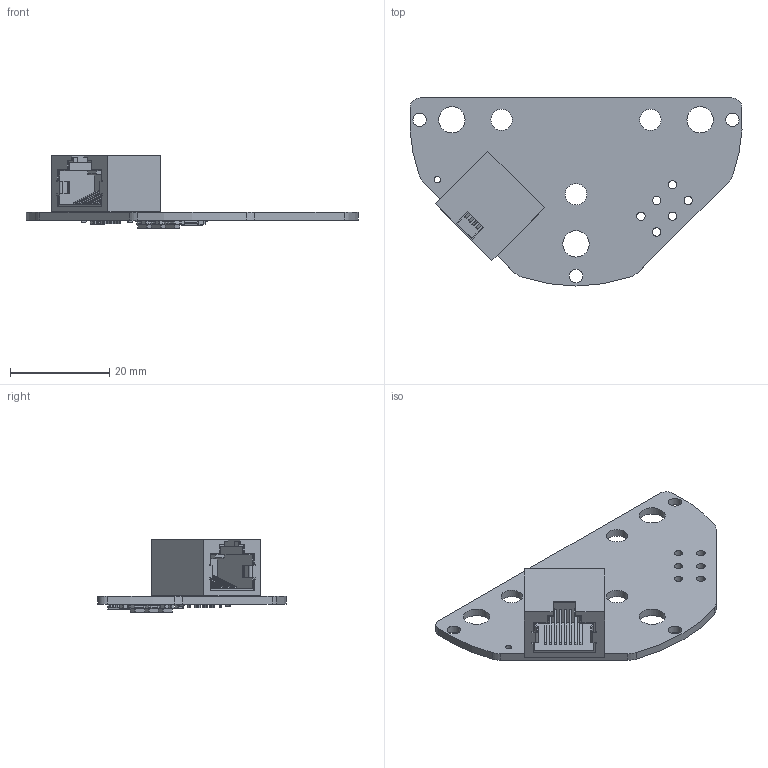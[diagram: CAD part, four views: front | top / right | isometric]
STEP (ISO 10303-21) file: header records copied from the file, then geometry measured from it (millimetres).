
FILE_DESCRIPTION(('KiCad electronic assembly'),'2;1');
FILE_NAME('motor-encoder-pcb.step','2021-09-07T11:45:42',('An Author'),( 'A Company'),'Open CASCADE STEP processor 6.9', 'KiCad to STEP converter','Unknown');
FILE_SCHEMA(('AUTOMOTIVE_DESIGN { 1 0 10303 214 1 1 1 1 }'));
Length unit declared in the file: millimetre
Products named in the file (10): Open CASCADE STEP translator 6.9 1; 1734795-1; SOLID; c_0603_1608metric; tssop-14_4.4x5mm_p0.65mm; sot-23-6; COMPOUND
Assembly tree (19 placements, depth 3):
  Open CASCADE STEP translator 6.9 1
    1734795-1
      SOLID
    c_0603_1608metric  x9
      SOLID
    tssop-14_4.4x5mm_p0.65mm
      SOLID
    sot-23-6  x3
      SOLID
    COMPOUND
Bounding box: 66.87 x 37.9 x 14.55 mm (x, y, z)
Volume: 4721.2 mm3; surface area: 6185.8 mm2
Topology: 15 solids, 15 shells, 1015 faces, 2766 edges, 1806 vertices
Faces by surface type: plane 700, cylinder 311, bspline 4
Full cylindrical faces by diameter (mm): 0.9 x8, 1.3 x3, 1.7 x6, 2.7 x3, 4.3 x3, 5.295 x3
Entity records: 41835 total; most frequent: CARTESIAN_POINT 7639, DIRECTION 6227, LINE 4142, VECTOR 4142, ORIENTED_EDGE 3220, PCURVE 3220, DEFINITIONAL_REPRESENTATION 3220, EDGE_CURVE 1610
